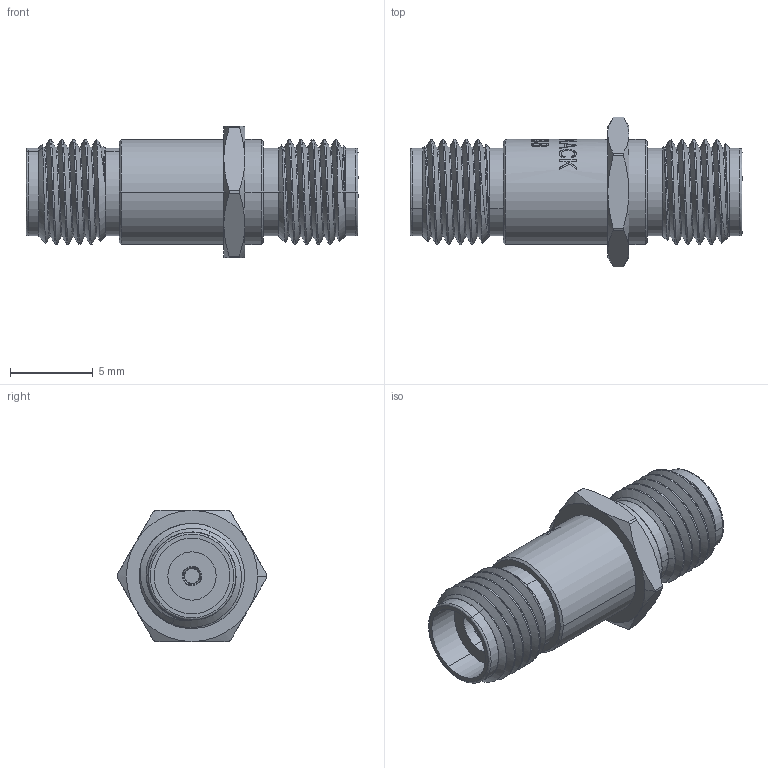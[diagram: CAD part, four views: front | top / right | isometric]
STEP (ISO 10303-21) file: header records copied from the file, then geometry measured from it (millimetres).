
FILE_DESCRIPTION (( 'STEP AP203' ), '1' );
FILE_NAME ('PE9438.step', '2019-06-19T20:22:16', ( '' ), ( '' ), 'SwSTEP 2.0', 'SolidWorks 2018', '' );
FILE_SCHEMA (( 'CONFIG_CONTROL_DESIGN' ));
Length unit declared in the file: inch
Products named in the file (1): PE9438
Bounding box: 20.07 x 9.05 x 7.92 mm (x, y, z)
Volume: 497.8 mm3; surface area: 729.3 mm2
Topology: 1 solids, 1 shells, 397 faces, 1057 edges, 697 vertices
Faces by surface type: plane 149, bspline 126, cylinder 84, cone 38
Entity records: 20315 total; most frequent: CARTESIAN_POINT 11496, ORIENTED_EDGE 2114, DIRECTION 1373, EDGE_CURVE 1057, VERTEX_POINT 697, AXIS2_PLACEMENT_3D 539, B_SPLINE_CURVE_WITH_KNOTS 451, EDGE_LOOP 432
